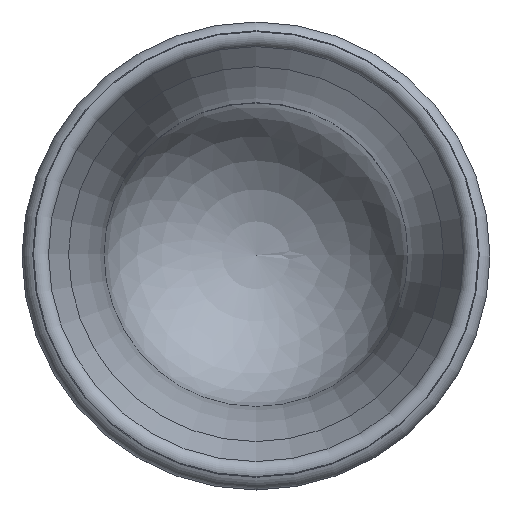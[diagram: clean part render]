
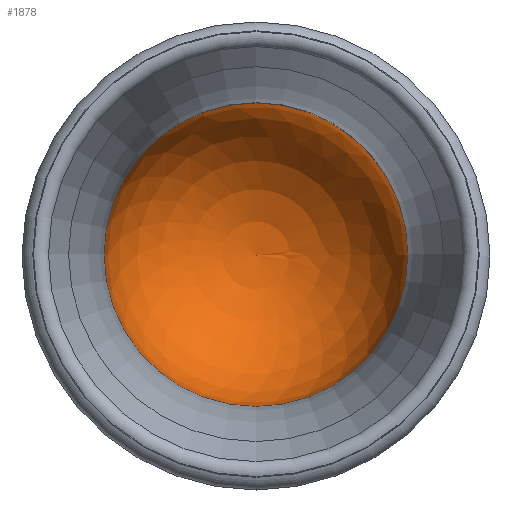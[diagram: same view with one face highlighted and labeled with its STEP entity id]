
A CAD part, top view. The second image highlights one B-rep face of the part: STEP entity #1878.
In plain terms, the highlighted spherical face has radius 26 mm.
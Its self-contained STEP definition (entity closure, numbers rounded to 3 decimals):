
#13=SPHERICAL_SURFACE($,#1970,26.);
#33=CIRCLE($,#1971,26.);
#255=FACE_OUTER_BOUND($,#381,.T.);
#381=EDGE_LOOP($,(#1691));
#909=VERTEX_POINT($,#3474);
#1175=EDGE_CURVE($,#909,#909,#33,.T.);
#1691=ORIENTED_EDGE($,*,*,#1175,.T.);
#1878=ADVANCED_FACE($,(#255),#13,.F.);
#1970=AXIS2_PLACEMENT_3D($,#3473,#2284,#2285);
#1971=AXIS2_PLACEMENT_3D($,#3475,#2286,#2287);
#2284=DIRECTION('center_axis',(0.,0.,1.));
#2285=DIRECTION('ref_axis',(1.,0.,0.));
#2286=DIRECTION('center_axis',(0.,0.,1.));
#2287=DIRECTION('ref_axis',(0.,1.,0.));
#3473=CARTESIAN_POINT('Origin',(0.,0.,96.));
#3474=CARTESIAN_POINT('',(0.,-26.,96.));
#3475=CARTESIAN_POINT('Origin',(0.,0.,96.));
